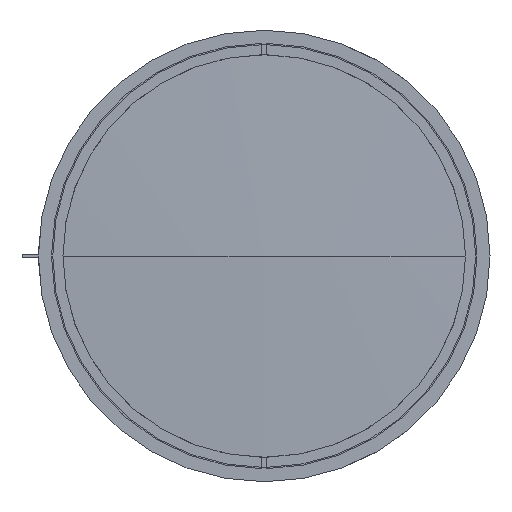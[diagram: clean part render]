
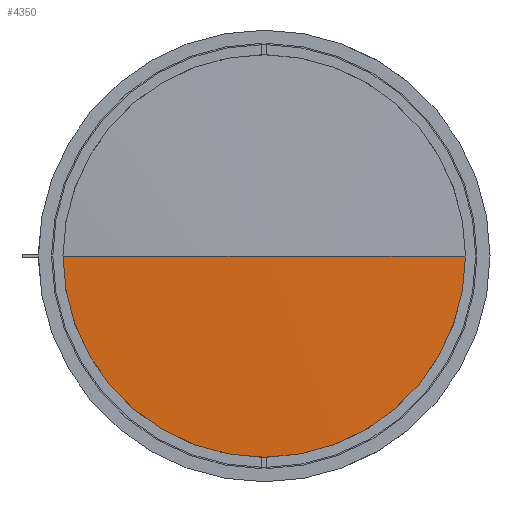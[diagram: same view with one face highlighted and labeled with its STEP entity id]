
A CAD part, left-side view. The second image highlights one B-rep face of the part: STEP entity #4350.
In plain terms, the highlighted spherical face has radius 1260.71 mm.
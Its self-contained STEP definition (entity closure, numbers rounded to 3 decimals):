
#159 = VERTEX_POINT ( 'NONE', #6758 ) ;
#869 = CARTESIAN_POINT ( 'NONE',  ( 1.515, 0., 0. ) ) ;
#916 = DIRECTION ( 'NONE',  ( 1., 0., 0. ) ) ;
#1904 = EDGE_CURVE ( 'NONE', #159, #17636, #29907, .T. ) ;
#2022 = FACE_OUTER_BOUND ( 'NONE', #24738, .T. ) ;
#2470 = DIRECTION ( 'NONE',  ( 0., 1., 0. ) ) ;
#3791 = CARTESIAN_POINT ( 'NONE',  ( 1.515, 0., -61.793 ) ) ;
#4310 = EDGE_CURVE ( 'NONE', #21234, #17636, #19084, .T. ) ;
#4350 = ADVANCED_FACE ( 'NONE', ( #2022 ), #18596, .T. ) ;
#5976 = DIRECTION ( 'NONE',  ( 0., 0., 1. ) ) ;
#6433 = CIRCLE ( 'NONE', #28017, 61.793 ) ;
#6451 = CARTESIAN_POINT ( 'NONE',  ( 1.515, -61.793, 0. ) ) ;
#6758 = CARTESIAN_POINT ( 'NONE',  ( 1.515, 61.793, 0. ) ) ;
#6933 = DIRECTION ( 'NONE',  ( 0., 0., -1. ) ) ;
#8297 = AXIS2_PLACEMENT_3D ( 'NONE', #869, #28816, #17447 ) ;
#10655 = DIRECTION ( 'NONE',  ( 0., 0., 1. ) ) ;
#10786 = AXIS2_PLACEMENT_3D ( 'NONE', #29492, #5976, #916 ) ;
#10897 = EDGE_CURVE ( 'NONE', #159, #28963, #17149, .T. ) ;
#11238 = DIRECTION ( 'NONE',  ( 0., 1., 0. ) ) ;
#11844 = CARTESIAN_POINT ( 'NONE',  ( 1260.71, 0., 0. ) ) ;
#12857 = EDGE_CURVE ( 'NONE', #28963, #21234, #6433, .T. ) ;
#12992 = ORIENTED_EDGE ( 'NONE', *, *, #1904, .F. ) ;
#13135 = ORIENTED_EDGE ( 'NONE', *, *, #4310, .T. ) ;
#14716 = AXIS2_PLACEMENT_3D ( 'NONE', #11844, #6933, #11238 ) ;
#15873 = DIRECTION ( 'NONE',  ( -1., 0., 0. ) ) ;
#16867 = CARTESIAN_POINT ( 'NONE',  ( 0., 0., 0. ) ) ;
#17149 = CIRCLE ( 'NONE', #8297, 61.793 ) ;
#17447 = DIRECTION ( 'NONE',  ( 0., 0., 1. ) ) ;
#17636 = VERTEX_POINT ( 'NONE', #16867 ) ;
#18118 = AXIS2_PLACEMENT_3D ( 'NONE', #23337, #21040, #2470 ) ;
#18596 = SPHERICAL_SURFACE ( 'NONE', #14716, 1260.71 ) ;
#19084 = CIRCLE ( 'NONE', #18118, 1260.71 ) ;
#21040 = DIRECTION ( 'NONE',  ( 0., 0., -1. ) ) ;
#21234 = VERTEX_POINT ( 'NONE', #6451 ) ;
#23081 = ORIENTED_EDGE ( 'NONE', *, *, #12857, .T. ) ;
#23337 = CARTESIAN_POINT ( 'NONE',  ( 1260.71, 0., 0. ) ) ;
#24153 = ORIENTED_EDGE ( 'NONE', *, *, #10897, .T. ) ;
#24738 = EDGE_LOOP ( 'NONE', ( #24153, #23081, #13135, #12992 ) ) ;
#27566 = CARTESIAN_POINT ( 'NONE',  ( 1.515, 0., 0. ) ) ;
#28017 = AXIS2_PLACEMENT_3D ( 'NONE', #27566, #15873, #10655 ) ;
#28816 = DIRECTION ( 'NONE',  ( -1., 0., 0. ) ) ;
#28963 = VERTEX_POINT ( 'NONE', #3791 ) ;
#29492 = CARTESIAN_POINT ( 'NONE',  ( 1260.71, 0., 0. ) ) ;
#29907 = CIRCLE ( 'NONE', #10786, 1260.71 ) ;
